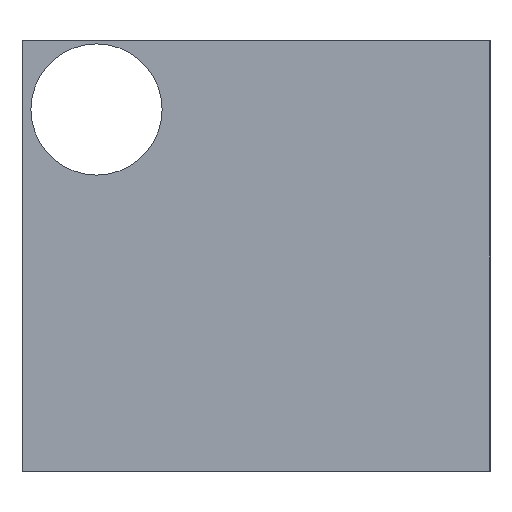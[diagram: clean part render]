
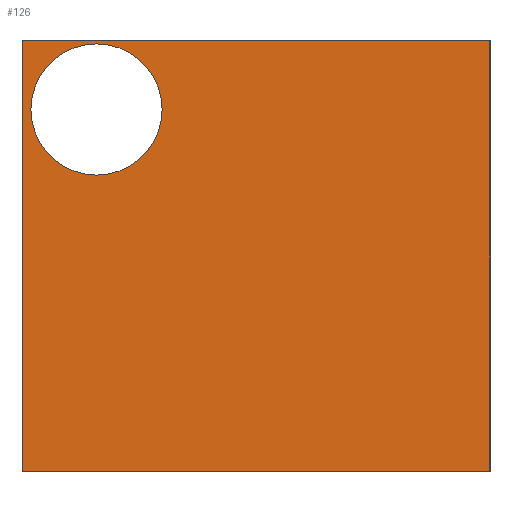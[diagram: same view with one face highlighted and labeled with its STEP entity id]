
A CAD part, left-side view. The second image highlights one B-rep face of the part: STEP entity #126.
In plain terms, the highlighted planar face has unit normal (-1, 0, 0).
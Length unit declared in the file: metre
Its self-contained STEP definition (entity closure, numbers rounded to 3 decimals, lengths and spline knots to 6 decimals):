
#21=CIRCLE('',#147,0.010042);
#27=ORIENTED_EDGE('',*,*,#55,.F.);
#28=ORIENTED_EDGE('',*,*,#53,.T.);
#29=ORIENTED_EDGE('',*,*,#56,.T.);
#30=ORIENTED_EDGE('',*,*,#57,.F.);
#31=ORIENTED_EDGE('',*,*,#58,.F.);
#53=EDGE_CURVE('',#68,#67,#77,.T.);
#55=EDGE_CURVE('',#69,#69,#21,.T.);
#56=EDGE_CURVE('',#67,#70,#79,.T.);
#57=EDGE_CURVE('',#71,#70,#80,.T.);
#58=EDGE_CURVE('',#68,#71,#81,.T.);
#67=VERTEX_POINT('',#192);
#68=VERTEX_POINT('',#194);
#69=VERTEX_POINT('',#198);
#70=VERTEX_POINT('',#200);
#71=VERTEX_POINT('',#202);
#77=LINE('',#193,#89);
#79=LINE('',#199,#91);
#80=LINE('',#201,#92);
#81=LINE('',#203,#93);
#89=VECTOR('',#160,1.);
#91=VECTOR('',#166,1.);
#92=VECTOR('',#167,1.);
#93=VECTOR('',#168,1.);
#100=EDGE_LOOP('',(#27));
#101=EDGE_LOOP('',(#28,#29,#30,#31));
#110=FACE_BOUND('',#100,.T.);
#111=FACE_BOUND('',#101,.T.);
#120=PLANE('',#146);
#126=ADVANCED_FACE('',(#110,#111),#120,.F.);
#146=AXIS2_PLACEMENT_3D('',#196,#162,#163);
#147=AXIS2_PLACEMENT_3D('',#197,#164,#165);
#160=DIRECTION('',(0.,1.,0.));
#162=DIRECTION('',(1.,0.,0.));
#163=DIRECTION('',(0.,0.,-1.));
#164=DIRECTION('',(-1.,0.,0.));
#165=DIRECTION('',(0.,0.,1.));
#166=DIRECTION('',(0.,0.,-1.));
#167=DIRECTION('',(0.,1.,0.));
#168=DIRECTION('',(0.,0.,-1.));
#192=CARTESIAN_POINT('',(-0.04839,0.025,0.03347));
#193=CARTESIAN_POINT('',(-0.04839,-0.0466,0.03347));
#194=CARTESIAN_POINT('',(-0.04839,-0.0466,0.03347));
#196=CARTESIAN_POINT('',(-0.04839,-0.0466,0.000514));
#197=CARTESIAN_POINT('',(-0.04839,0.0136,0.022926));
#198=CARTESIAN_POINT('',(-0.04839,0.0136,0.032968));
#199=CARTESIAN_POINT('',(-0.04839,0.025,0.000514));
#200=CARTESIAN_POINT('',(-0.04839,0.025,-0.032443));
#201=CARTESIAN_POINT('',(-0.04839,-0.0466,-0.032443));
#202=CARTESIAN_POINT('',(-0.04839,-0.0466,-0.032443));
#203=CARTESIAN_POINT('',(-0.04839,-0.0466,0.000514));
